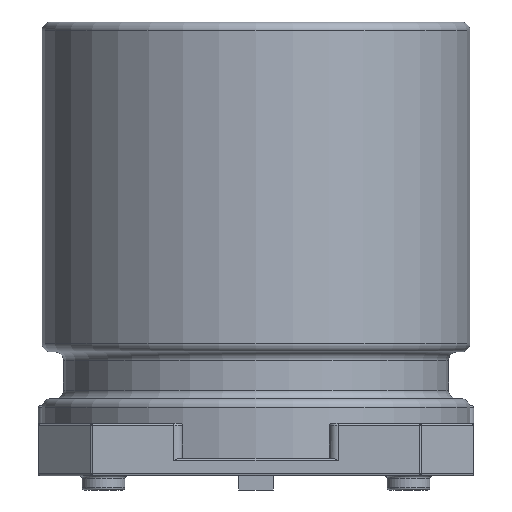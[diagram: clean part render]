
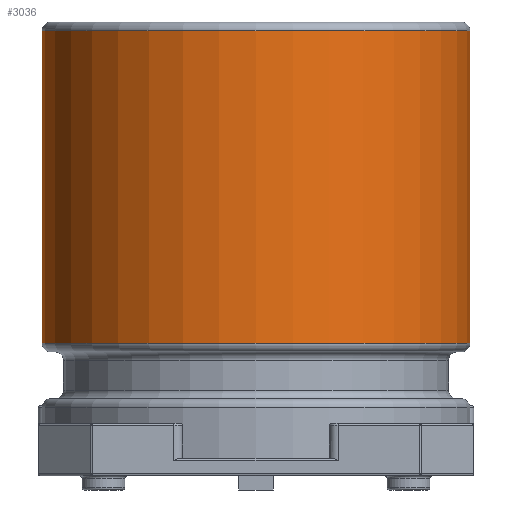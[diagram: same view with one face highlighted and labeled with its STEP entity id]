
A CAD part, left-side view. The second image highlights one B-rep face of the part: STEP entity #3036.
In plain terms, the highlighted cylindrical face has radius 8 mm (diameter 16 mm), a full revolution.
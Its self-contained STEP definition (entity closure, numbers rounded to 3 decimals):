
#301=CYLINDRICAL_SURFACE('',#3297,8.);
#421=FACE_OUTER_BOUND('',#567,.T.);
#567=EDGE_LOOP('',(#2766,#2767,#2768,#2769,#2770,#2771));
#733=LINE('',#5721,#885);
#885=VECTOR('',#3943,8.);
#1009=CIRCLE('',#3295,8.);
#1010=CIRCLE('',#3296,8.);
#1011=CIRCLE('',#3298,8.);
#1012=CIRCLE('',#3299,8.);
#1392=VERTEX_POINT('',#5714);
#1393=VERTEX_POINT('',#5716);
#1394=VERTEX_POINT('',#5720);
#1395=VERTEX_POINT('',#5722);
#1860=EDGE_CURVE('',#1392,#1393,#1009,.T.);
#1861=EDGE_CURVE('',#1393,#1392,#1010,.T.);
#1862=EDGE_CURVE('',#1393,#1394,#733,.T.);
#1863=EDGE_CURVE('',#1395,#1394,#1011,.T.);
#1864=EDGE_CURVE('',#1394,#1395,#1012,.T.);
#2766=ORIENTED_EDGE('',*,*,#1861,.F.);
#2767=ORIENTED_EDGE('',*,*,#1862,.T.);
#2768=ORIENTED_EDGE('',*,*,#1863,.F.);
#2769=ORIENTED_EDGE('',*,*,#1864,.F.);
#2770=ORIENTED_EDGE('',*,*,#1862,.F.);
#2771=ORIENTED_EDGE('',*,*,#1860,.F.);
#3036=ADVANCED_FACE('',(#421),#301,.T.);
#3295=AXIS2_PLACEMENT_3D('',#5717,#3937,#3938);
#3296=AXIS2_PLACEMENT_3D('',#5718,#3939,#3940);
#3297=AXIS2_PLACEMENT_3D('',#5719,#3941,#3942);
#3298=AXIS2_PLACEMENT_3D('',#5723,#3944,#3945);
#3299=AXIS2_PLACEMENT_3D('',#5724,#3946,#3947);
#3937=DIRECTION('center_axis',(0.,0.,1.));
#3938=DIRECTION('ref_axis',(0.,1.,0.));
#3939=DIRECTION('center_axis',(0.,0.,1.));
#3940=DIRECTION('ref_axis',(0.,1.,0.));
#3941=DIRECTION('center_axis',(0.,0.,1.));
#3942=DIRECTION('ref_axis',(0.,1.,0.));
#3943=DIRECTION('',(0.,0.,-1.));
#3944=DIRECTION('center_axis',(0.,0.,-1.));
#3945=DIRECTION('ref_axis',(0.,-1.,0.));
#3946=DIRECTION('center_axis',(0.,0.,-1.));
#3947=DIRECTION('ref_axis',(0.,-1.,0.));
#5714=CARTESIAN_POINT('',(0.,8.,17.18));
#5716=CARTESIAN_POINT('',(0.,-8.,17.18));
#5717=CARTESIAN_POINT('Origin',(0.,0.,17.18));
#5718=CARTESIAN_POINT('Origin',(0.,0.,17.18));
#5719=CARTESIAN_POINT('Origin',(0.,0.,1.181));
#5720=CARTESIAN_POINT('',(0.,-8.,5.483));
#5721=CARTESIAN_POINT('',(0.,-8.,1.181));
#5722=CARTESIAN_POINT('',(0.,8.,5.483));
#5723=CARTESIAN_POINT('Origin',(0.,0.,5.483));
#5724=CARTESIAN_POINT('Origin',(0.,0.,5.483));
